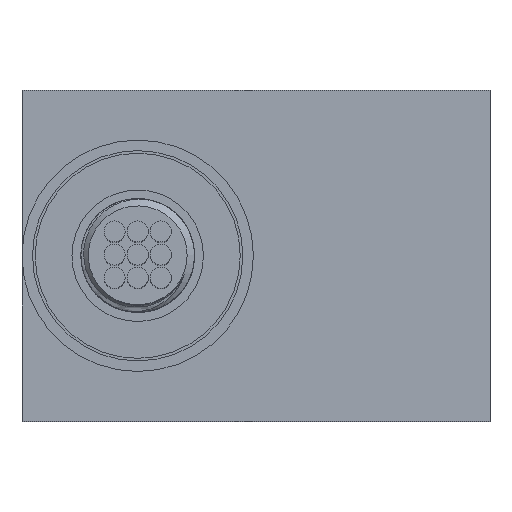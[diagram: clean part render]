
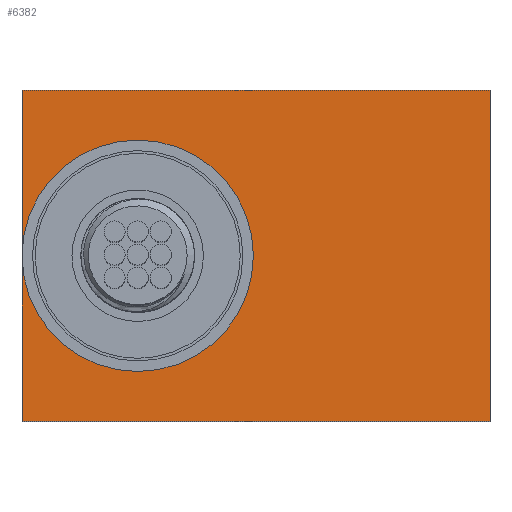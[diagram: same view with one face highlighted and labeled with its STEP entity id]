
A CAD part, top view. The second image highlights one B-rep face of the part: STEP entity #6382.
In plain terms, the highlighted planar face has unit normal (0, 0, 1).
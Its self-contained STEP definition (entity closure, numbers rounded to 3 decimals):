
#287=LINE($,#13258,#775);
#494=LINE($,#15125,#982);
#495=LINE($,#15126,#983);
#496=LINE($,#15128,#984);
#497=LINE($,#15129,#985);
#775=VECTOR($,#7124,31.5);
#982=VECTOR($,#7555,44.5);
#983=VECTOR($,#7556,15.75);
#984=VECTOR($,#7557,15.75);
#985=VECTOR($,#7558,44.5);
#1137=PLANE($,#6615);
#1294=CIRCLE($,#6613,11.);
#1635=FACE_OUTER_BOUND($,#2058,.T.);
#2058=EDGE_LOOP($,(#5626,#5627,#5628,#5629,#5630,#5631));
#2753=VERTEX_POINT($,#13256);
#2754=VERTEX_POINT($,#13257);
#3009=VERTEX_POINT($,#15120);
#3010=VERTEX_POINT($,#15124);
#3011=VERTEX_POINT($,#15127);
#3518=EDGE_CURVE($,#2753,#2754,#287,.T.);
#3887=EDGE_CURVE($,#3009,#3009,#1294,.T.);
#3888=EDGE_CURVE($,#3010,#2753,#494,.T.);
#3889=EDGE_CURVE($,#3009,#3010,#495,.T.);
#3890=EDGE_CURVE($,#3011,#3009,#496,.T.);
#3891=EDGE_CURVE($,#2754,#3011,#497,.T.);
#5626=ORIENTED_EDGE($,*,*,#3518,.F.);
#5627=ORIENTED_EDGE($,*,*,#3888,.F.);
#5628=ORIENTED_EDGE($,*,*,#3889,.F.);
#5629=ORIENTED_EDGE($,*,*,#3887,.T.);
#5630=ORIENTED_EDGE($,*,*,#3890,.F.);
#5631=ORIENTED_EDGE($,*,*,#3891,.F.);
#6382=ADVANCED_FACE($,(#1635),#1137,.T.);
#6613=AXIS2_PLACEMENT_3D($,#15121,#7549,#7550);
#6615=AXIS2_PLACEMENT_3D($,#15123,#7553,#7554);
#7124=DIRECTION($,(0.,-1.,0.));
#7549=DIRECTION('center_axis',(0.,0.,-1.));
#7550=DIRECTION('ref_axis',(-1.,0.,0.));
#7553=DIRECTION('center_axis',(0.,0.,1.));
#7554=DIRECTION('ref_axis',(1.,0.,0.));
#7555=DIRECTION($,(1.,0.,0.));
#7556=DIRECTION($,(0.,1.,0.));
#7557=DIRECTION($,(0.,1.,0.));
#7558=DIRECTION($,(-1.,0.,0.));
#13256=CARTESIAN_POINT('',(22.25,15.75,10.5));
#13257=CARTESIAN_POINT('',(22.25,-15.75,10.5));
#13258=CARTESIAN_POINT($,(22.25,-15.75,10.5));
#15120=CARTESIAN_POINT('',(-22.25,0.,10.5));
#15121=CARTESIAN_POINT('Origin',(-11.25,0.,10.5));
#15123=CARTESIAN_POINT('Origin',(0.,0.,10.5));
#15124=CARTESIAN_POINT('',(-22.25,15.75,10.5));
#15125=CARTESIAN_POINT($,(22.25,15.75,10.5));
#15126=CARTESIAN_POINT($,(-22.25,15.75,10.5));
#15127=CARTESIAN_POINT('',(-22.25,-15.75,10.5));
#15128=CARTESIAN_POINT($,(-22.25,15.75,10.5));
#15129=CARTESIAN_POINT($,(-22.25,-15.75,10.5));
